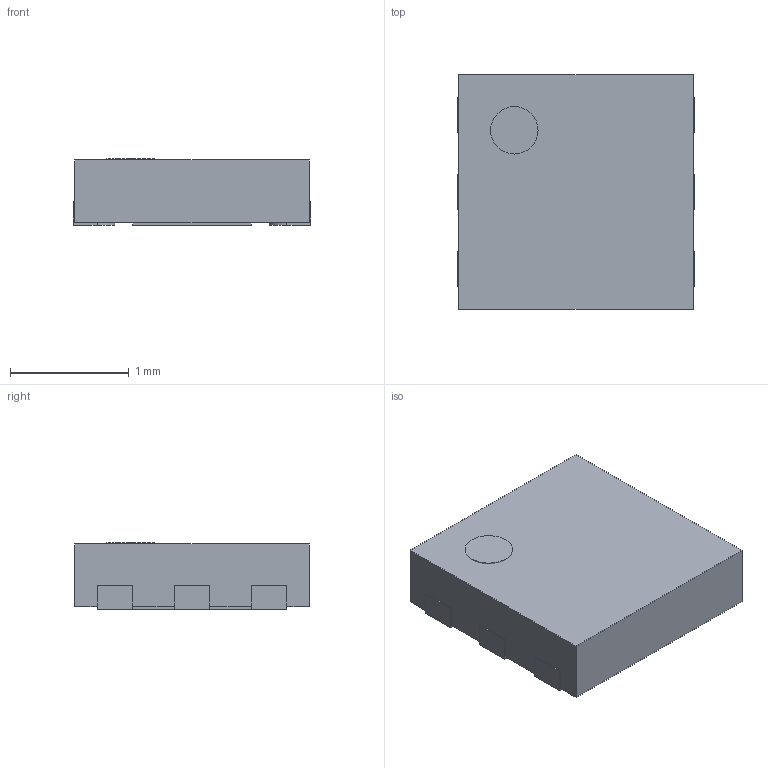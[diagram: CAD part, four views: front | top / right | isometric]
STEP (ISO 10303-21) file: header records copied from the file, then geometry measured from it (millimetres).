
FILE_DESCRIPTION(/* description */ ('model of LFCSP-6-1EP_2x2mm_P0.65mm_EP1x1.6mm'),/* implementation_level */ '2;1');
FILE_NAME(/* name */ 'LFCSP-6-1EP_2x2mm_P0.65mm_EP1x1.6mm.step',/* time_stamp */ '2023-01-04T07:42:51',/* author */ ('KiCAD','kicad'),/* organization */ ('OCCT'),/* preprocessor_version */ '',/* originating_system */ 'KiCAD',/* authorisation */ '');
FILE_SCHEMA(('AUTOMOTIVE_DESIGN { 1 0 10303 214 1 1 1 1 }'));
Length unit declared in the file: millimetre
Products named in the file (9): CQ assembly; 021517b0-8bfb-11ed-8e41-acde48001122; 021517b0-8bfb-11ed-8e41-acde48001122_part; 021519fe-8bfb-11ed-8e41-acde48001122; 021519fe-8bfb-11ed-8e41-acde48001122_part; 02151aee-8bfb-11ed-8e41-acde48001122; 02151aee-8bfb-11ed-8e41-acde48001122_part; 02151b7a-8bfb-11ed-8e41-acde48001122; 02151b7a-8bfb-11ed-8e41-acde48001122_part
Assembly tree (8 placements, depth 4):
  CQ assembly
    021517b0-8bfb-11ed-8e41-acde48001122
      021517b0-8bfb-11ed-8e41-acde48001122_part
      021519fe-8bfb-11ed-8e41-acde48001122
        021519fe-8bfb-11ed-8e41-acde48001122_part
      02151aee-8bfb-11ed-8e41-acde48001122
        02151aee-8bfb-11ed-8e41-acde48001122_part
      02151b7a-8bfb-11ed-8e41-acde48001122
        02151b7a-8bfb-11ed-8e41-acde48001122_part
Bounding box: 2 x 1.98 x 0.56 mm (x, y, z)
Volume: 2.1 mm3; surface area: 18.8 mm2
Topology: 9 solids, 9 shells, 82 faces, 189 edges, 126 vertices
Faces by surface type: plane 69, cylinder 13
Full cylindrical faces by diameter (mm): 0.4 x1
Entity records: 2506 total; most frequent: CARTESIAN_POINT 406, DIRECTION 397, ORIENTED_EDGE 378, EDGE_CURVE 189, LINE 163, VECTOR 163, VERTEX_POINT 126, AXIS2_PLACEMENT_3D 117
